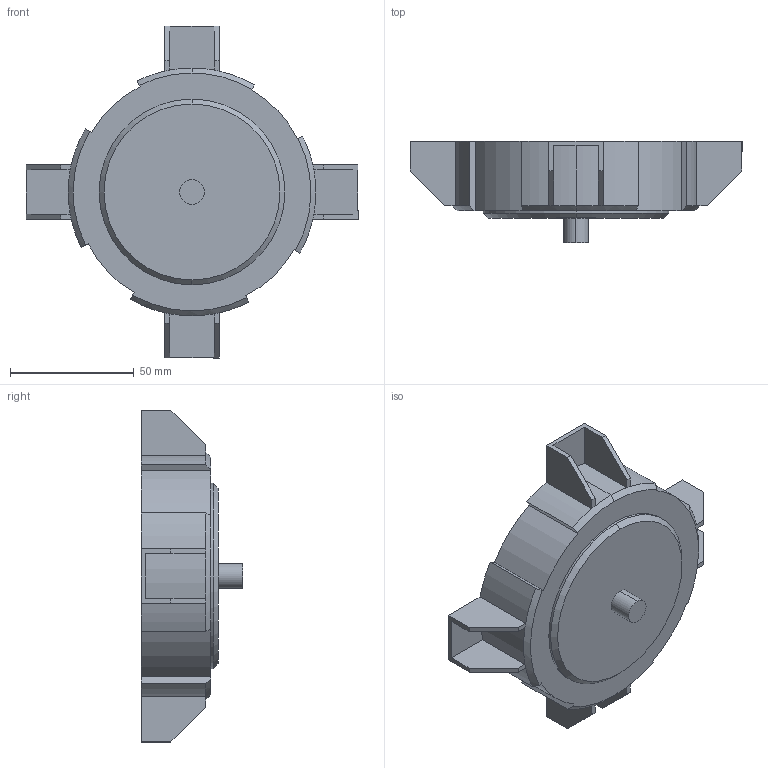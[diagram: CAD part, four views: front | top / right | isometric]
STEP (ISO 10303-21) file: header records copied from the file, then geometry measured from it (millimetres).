
FILE_DESCRIPTION (( 'STEP AP214' ), '1' );
FILE_NAME ('6 axis - base.STEP', '2025-12-14T14:16:10', ( '' ), ( '' ), 'SwSTEP 2.0', 'SolidWorks 2024', '' );
FILE_SCHEMA (( 'AUTOMOTIVE_DESIGN' ));
Length unit declared in the file: millimetre
Products named in the file (1): 6 axis - base
Bounding box: 134 x 41 x 134 mm (x, y, z)
Volume: 232635.4 mm3; surface area: 33402.8 mm2
Topology: 1 solids, 1 shells, 80 faces, 209 edges, 133 vertices
Faces by surface type: plane 52, cylinder 21, cone 7
Entity records: 2467 total; most frequent: CARTESIAN_POINT 441, DIRECTION 422, ORIENTED_EDGE 418, EDGE_CURVE 209, VECTOR 146, LINE 146, AXIS2_PLACEMENT_3D 138, VERTEX_POINT 133
